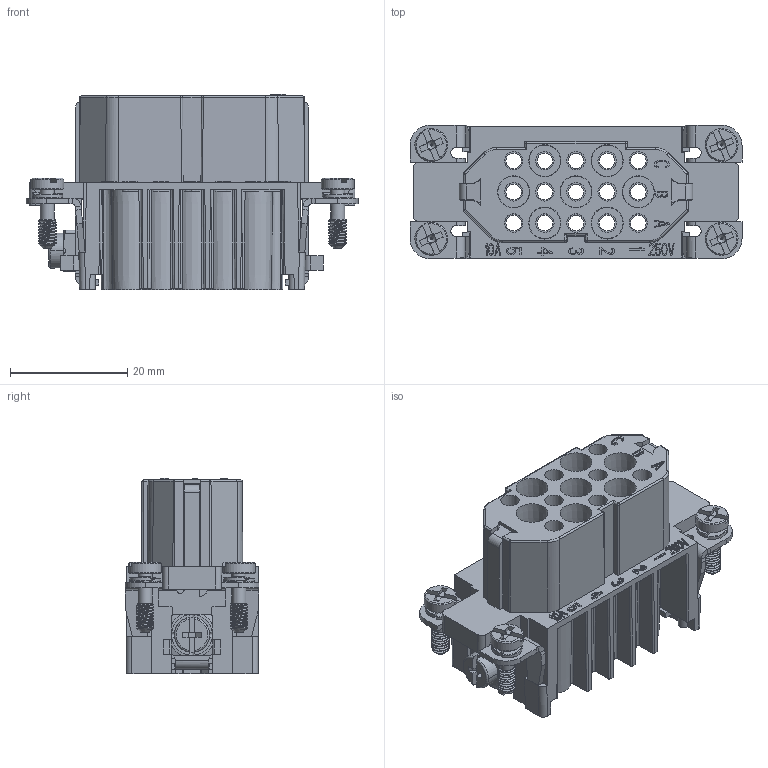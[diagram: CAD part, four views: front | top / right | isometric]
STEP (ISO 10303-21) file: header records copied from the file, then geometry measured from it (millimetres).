
FILE_DESCRIPTION(/* description */ (''),/* implementation_level */ '2;1');
FILE_NAME(/* name */ '3D_1250150200001_HD-015-FC_V1.2_stp_stp.stp',/* time_stamp */ '2023-11-30T16:06:55+08:00',/* author */ (''),/* organization */ (''),/* preprocessor_version */ 'ST-DEVELOPER v18.1',/* originating_system */ 'SIEMENS PLM Software NX 1980',/* authorisation */ '');
FILE_SCHEMA (('AP203_CONFIGURATION_CONTROLLED_3D_DESIGN_OF_MECHANICAL_PARTS_AND_ASSEMBLIES_MIM_LF { 1 0 10303 403 2 1 2}'));
Products named in the file (1): ylga3B1894F6x5g8
Bounding box: 56.6 x 22.8 x 33.25 mm (x, y, z)
Volume: 15542.4 mm3; surface area: 16549.2 mm2
Topology: 1 solids, 7 shells, 1794 faces, 4969 edges, 3249 vertices
Faces by surface type: plane 1284, cylinder 321, cone 87, bspline 64, torus 30, sphere 8
Full cylindrical faces by diameter (mm): 2.25 x2, 2.4 x8, 2.5 x2, 2.655 x15, 2.7 x1, 3.136 x15, 3.5 x3, 3.657 x15, 4.309 x15, 4.7 x2, 5.6 x4
Entity records: 70731 total; most frequent: CARTESIAN_POINT 24740, ORIENTED_EDGE 9536, DIRECTION 8485, EDGE_CURVE 4768, LINE 3631, VECTOR 3631, VERTEX_POINT 3199, AXIS2_PLACEMENT_3D 2427
